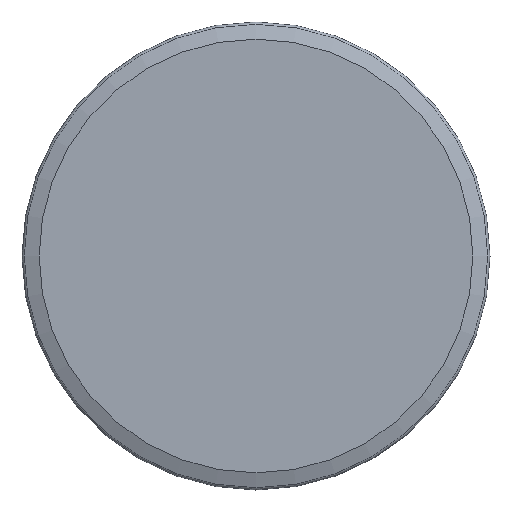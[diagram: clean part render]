
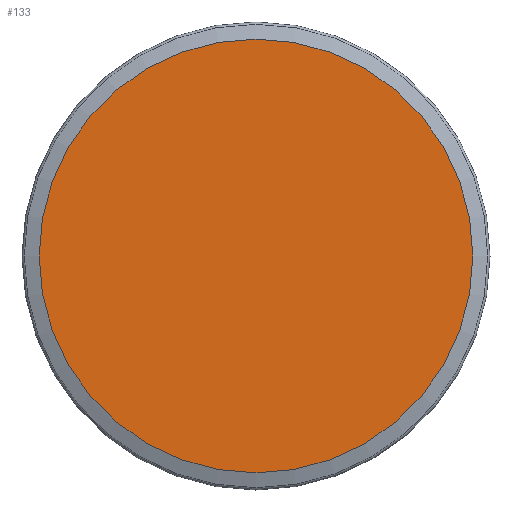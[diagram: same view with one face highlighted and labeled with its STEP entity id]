
A CAD part, left-side view. The second image highlights one B-rep face of the part: STEP entity #133.
In plain terms, the highlighted planar face has unit normal (-1, 0, 0).
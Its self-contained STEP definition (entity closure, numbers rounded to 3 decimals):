
#26=PLANE('',#160);
#32=ORIENTED_EDGE('',*,*,#53,.T.);
#53=EDGE_CURVE('',#64,#64,#75,.T.);
#64=VERTEX_POINT('',#236);
#75=CIRCLE('',#161,116.768);
#87=EDGE_LOOP('',(#32));
#109=FACE_BOUND('',#87,.T.);
#133=ADVANCED_FACE('',(#109),#26,.T.);
#160=AXIS2_PLACEMENT_3D('',#234,#189,#190);
#161=AXIS2_PLACEMENT_3D('',#235,#191,#192);
#189=DIRECTION('',(-1.,0.,0.));
#190=DIRECTION('',(0.,0.,1.));
#191=DIRECTION('',(-1.,0.,0.));
#192=DIRECTION('',(0.,0.,1.));
#234=CARTESIAN_POINT('',(-5.75,0.,0.));
#235=CARTESIAN_POINT('',(-5.75,0.,0.));
#236=CARTESIAN_POINT('',(-5.75,0.,116.768));
